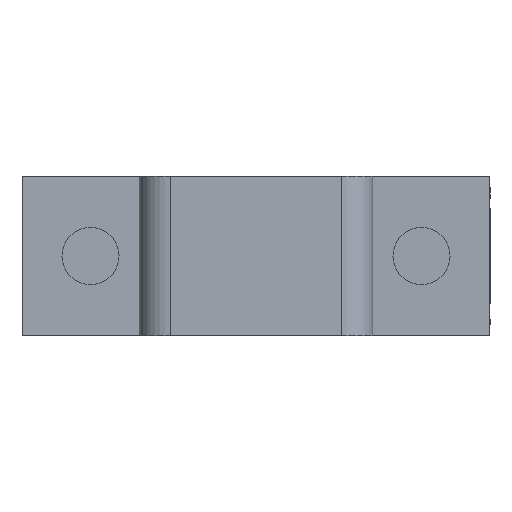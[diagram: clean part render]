
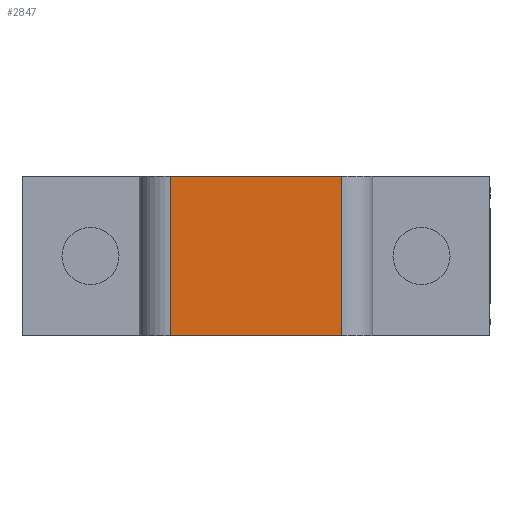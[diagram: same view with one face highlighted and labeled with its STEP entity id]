
A CAD part, front view. The second image highlights one B-rep face of the part: STEP entity #2847.
In plain terms, the highlighted planar face has unit normal (0, -1, 0).
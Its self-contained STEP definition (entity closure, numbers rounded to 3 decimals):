
#427 = CARTESIAN_POINT ( 'NONE',  ( 7.5, -17., -7. ) ) ;
#504 = VECTOR ( 'NONE', #1286, 1000. ) ;
#719 = LINE ( 'NONE', #1309, #504 ) ;
#740 = CARTESIAN_POINT ( 'NONE',  ( 7.5, -17., 7. ) ) ;
#1096 = ORIENTED_EDGE ( 'NONE', *, *, #2861, .T. ) ;
#1113 = VERTEX_POINT ( 'NONE', #3061 ) ;
#1286 = DIRECTION ( 'NONE',  ( 0., 0., -1. ) ) ;
#1309 = CARTESIAN_POINT ( 'NONE',  ( 7.5, -17., 7. ) ) ;
#1518 = VERTEX_POINT ( 'NONE', #740 ) ;
#1581 = AXIS2_PLACEMENT_3D ( 'NONE', #1969, #1925, #1908 ) ;
#1586 = ORIENTED_EDGE ( 'NONE', *, *, #3171, .F. ) ;
#1714 = LINE ( 'NONE', #2547, #1757 ) ;
#1753 = CARTESIAN_POINT ( 'NONE',  ( 7.5, -17., -7. ) ) ;
#1757 = VECTOR ( 'NONE', #2536, 1000. ) ;
#1882 = VECTOR ( 'NONE', #2926, 1000. ) ;
#1908 = DIRECTION ( 'NONE',  ( 0., 0., 1. ) ) ;
#1920 = LINE ( 'NONE', #3238, #1882 ) ;
#1925 = DIRECTION ( 'NONE',  ( 0., 1., 0. ) ) ;
#1969 = CARTESIAN_POINT ( 'NONE',  ( 7.5, -17., 7. ) ) ;
#1980 = DIRECTION ( 'NONE',  ( 1., 0., 0. ) ) ;
#2011 = PLANE ( 'NONE',  #1581 ) ;
#2095 = ORIENTED_EDGE ( 'NONE', *, *, #3225, .T. ) ;
#2534 = VERTEX_POINT ( 'NONE', #427 ) ;
#2536 = DIRECTION ( 'NONE',  ( 0., 0., -1. ) ) ;
#2547 = CARTESIAN_POINT ( 'NONE',  ( -7.5, -17., 7. ) ) ;
#2631 = CARTESIAN_POINT ( 'NONE',  ( -7.5, -17., -7. ) ) ;
#2847 = ADVANCED_FACE ( 'NONE', ( #3008 ), #2011, .F. ) ;
#2861 = EDGE_CURVE ( 'NONE', #3237, #2534, #3130, .T. ) ;
#2926 = DIRECTION ( 'NONE',  ( 1., 0., 0. ) ) ;
#3008 = FACE_OUTER_BOUND ( 'NONE', #3444, .T. ) ;
#3046 = VECTOR ( 'NONE', #1980, 1000. ) ;
#3061 = CARTESIAN_POINT ( 'NONE',  ( -7.5, -17., 7. ) ) ;
#3130 = LINE ( 'NONE', #1753, #3046 ) ;
#3171 = EDGE_CURVE ( 'NONE', #1113, #1518, #1920, .T. ) ;
#3225 = EDGE_CURVE ( 'NONE', #1113, #3237, #1714, .T. ) ;
#3237 = VERTEX_POINT ( 'NONE', #2631 ) ;
#3238 = CARTESIAN_POINT ( 'NONE',  ( 7.5, -17., 7. ) ) ;
#3320 = ORIENTED_EDGE ( 'NONE', *, *, #3382, .F. ) ;
#3382 = EDGE_CURVE ( 'NONE', #1518, #2534, #719, .T. ) ;
#3444 = EDGE_LOOP ( 'NONE', ( #1096, #3320, #1586, #2095 ) ) ;
